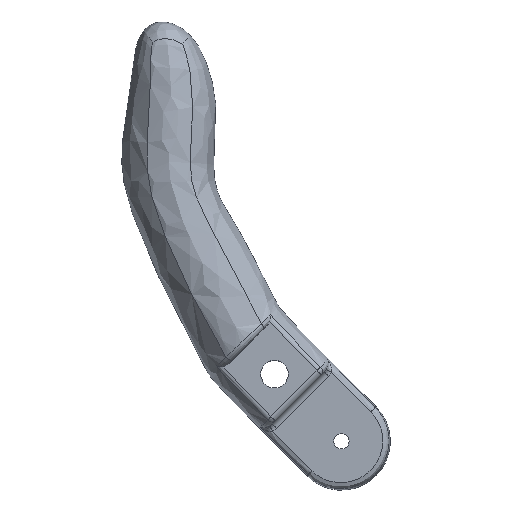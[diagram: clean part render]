
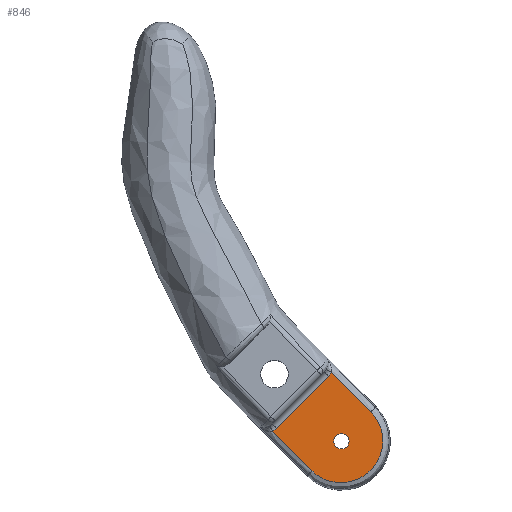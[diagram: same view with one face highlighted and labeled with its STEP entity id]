
A CAD part, top view. The second image highlights one B-rep face of the part: STEP entity #846.
In plain terms, the highlighted planar face has unit normal (0, 0, 1).
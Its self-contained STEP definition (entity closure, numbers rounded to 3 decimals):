
#19=FACE_BOUND('',#230,.T.);
#23=PLANE('',#920);
#34=B_SPLINE_CURVE_WITH_KNOTS('',3,(#1156,#1157,#1158,#1159),
 .UNSPECIFIED.,.F.,.F.,(4,4),(0.,0.082),.UNSPECIFIED.);
#35=B_SPLINE_CURVE_WITH_KNOTS('',3,(#1187,#1188,#1189,#1190),
 .UNSPECIFIED.,.F.,.F.,(4,4),(-0.081,0.),.UNSPECIFIED.);
#39=B_SPLINE_CURVE_WITH_KNOTS('',3,(#1248,#1249,#1250,#1251),
 .UNSPECIFIED.,.F.,.F.,(4,4),(-8.107,-7.195),
 .UNSPECIFIED.);
#40=B_SPLINE_CURVE_WITH_KNOTS('',3,(#1253,#1254,#1255,#1256,#1257,#1258,
#1259,#1260),.UNSPECIFIED.,.F.,.F.,(4,1,1,1,1,4),(0.,
0.304,0.608,1.216,1.823,2.127),
 .UNSPECIFIED.);
#41=B_SPLINE_CURVE_WITH_KNOTS('',3,(#1261,#1262,#1263,#1264),
 .UNSPECIFIED.,.F.,.F.,(4,4),(-0.912,0.),
 .UNSPECIFIED.);
#173=FACE_OUTER_BOUND('',#229,.T.);
#229=EDGE_LOOP('',(#583,#584,#585,#586,#587,#588));
#230=EDGE_LOOP('',(#589));
#285=LINE('',#1165,#297);
#297=VECTOR('',#981,10.);
#308=CIRCLE('',#913,1.25);
#337=VERTEX_POINT('',#1072);
#339=VERTEX_POINT('',#1109);
#342=VERTEX_POINT('',#1149);
#344=VERTEX_POINT('',#1161);
#346=VERTEX_POINT('',#1186);
#349=VERTEX_POINT('',#1247);
#350=VERTEX_POINT('',#1252);
#422=EDGE_CURVE('',#337,#337,#308,.T.);
#430=EDGE_CURVE('',#339,#342,#34,.T.);
#433=EDGE_CURVE('',#342,#344,#285,.T.);
#434=EDGE_CURVE('',#344,#346,#35,.T.);
#439=EDGE_CURVE('',#349,#339,#39,.T.);
#440=EDGE_CURVE('',#350,#349,#40,.T.);
#441=EDGE_CURVE('',#346,#350,#41,.T.);
#583=ORIENTED_EDGE('',*,*,#434,.F.);
#584=ORIENTED_EDGE('',*,*,#433,.F.);
#585=ORIENTED_EDGE('',*,*,#430,.F.);
#586=ORIENTED_EDGE('',*,*,#439,.F.);
#587=ORIENTED_EDGE('',*,*,#440,.F.);
#588=ORIENTED_EDGE('',*,*,#441,.F.);
#589=ORIENTED_EDGE('',*,*,#422,.T.);
#846=ADVANCED_FACE('',(#173,#19),#23,.F.);
#913=AXIS2_PLACEMENT_3D('',#1073,#967,#968);
#920=AXIS2_PLACEMENT_3D('',#1246,#984,#985);
#967=DIRECTION('center_axis',(0.,0.,
-1.));
#968=DIRECTION('ref_axis',(-1.,0.,0.));
#981=DIRECTION('',(0.707,0.707,0.));
#984=DIRECTION('center_axis',(0.,0.,
-1.));
#985=DIRECTION('ref_axis',(-1.,0.,0.));
#1072=CARTESIAN_POINT('',(0.541,0.71,2.5));
#1073=CARTESIAN_POINT('Origin',(-0.709,0.71,2.5));
#1109=CARTESIAN_POINT('',(-11.978,2.346,2.5));
#1149=CARTESIAN_POINT('',(-11.319,2.823,2.5));
#1156=CARTESIAN_POINT('Ctrl Pts',(-11.978,2.346,2.5));
#1157=CARTESIAN_POINT('Ctrl Pts',(-11.734,2.467,2.5));
#1158=CARTESIAN_POINT('Ctrl Pts',(-11.512,2.631,2.5));
#1159=CARTESIAN_POINT('Ctrl Pts',(-11.319,2.823,2.5));
#1161=CARTESIAN_POINT('',(-2.799,11.343,2.5));
#1165=CARTESIAN_POINT('',(-12.422,1.72,2.5));
#1186=CARTESIAN_POINT('',(-2.326,11.993,2.5));
#1187=CARTESIAN_POINT('Ctrl Pts',(-2.799,11.343,2.5));
#1188=CARTESIAN_POINT('Ctrl Pts',(-2.609,11.533,2.5));
#1189=CARTESIAN_POINT('Ctrl Pts',(-2.447,11.753,2.5));
#1190=CARTESIAN_POINT('Ctrl Pts',(-2.326,11.993,2.5));
#1246=CARTESIAN_POINT('Origin',(-6.063,-4.648,2.5));
#1247=CARTESIAN_POINT('',(-5.533,-4.115,2.5));
#1248=CARTESIAN_POINT('Ctrl Pts',(-5.533,-4.115,2.5));
#1249=CARTESIAN_POINT('Ctrl Pts',(-7.684,-1.963,2.5));
#1250=CARTESIAN_POINT('Ctrl Pts',(-9.832,0.189,2.5));
#1251=CARTESIAN_POINT('Ctrl Pts',(-11.978,2.346,2.5));
#1252=CARTESIAN_POINT('',(4.116,5.535,2.5));
#1253=CARTESIAN_POINT('Ctrl Pts',(4.116,5.535,2.5));
#1254=CARTESIAN_POINT('Ctrl Pts',(4.826,4.814,2.5));
#1255=CARTESIAN_POINT('Ctrl Pts',(5.907,3.048,2.5));
#1256=CARTESIAN_POINT('Ctrl Pts',(6.364,-1.09,2.5));
#1257=CARTESIAN_POINT('Ctrl Pts',(3.384,-5.811,2.5));
#1258=CARTESIAN_POINT('Ctrl Pts',(-2.165,-6.484,2.5));
#1259=CARTESIAN_POINT('Ctrl Pts',(-4.813,-4.824,2.5));
#1260=CARTESIAN_POINT('Ctrl Pts',(-5.533,-4.115,2.5));
#1261=CARTESIAN_POINT('Ctrl Pts',(-2.326,11.993,2.5));
#1262=CARTESIAN_POINT('Ctrl Pts',(-0.182,9.837,2.5));
#1263=CARTESIAN_POINT('Ctrl Pts',(1.967,7.686,2.5));
#1264=CARTESIAN_POINT('Ctrl Pts',(4.116,5.535,2.5));
